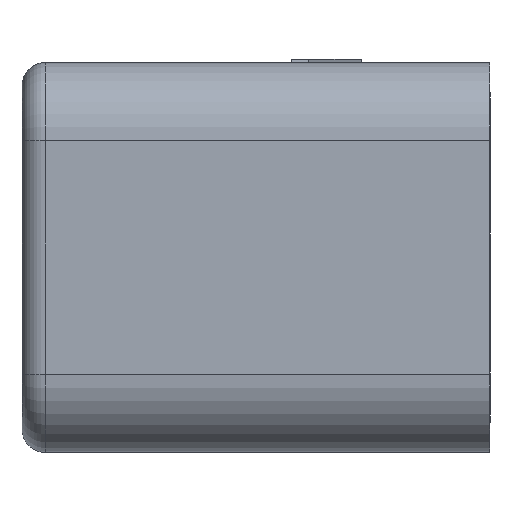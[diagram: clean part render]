
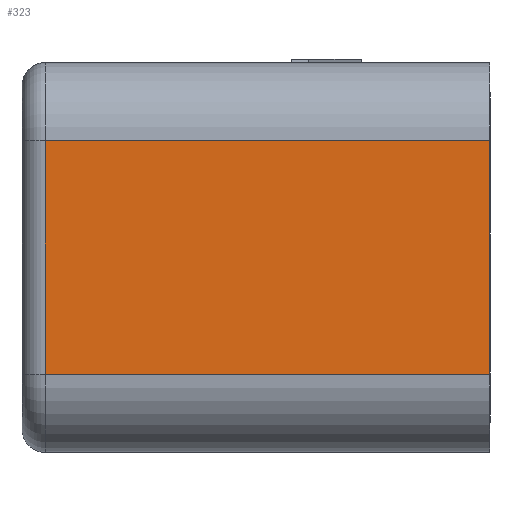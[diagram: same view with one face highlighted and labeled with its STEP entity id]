
A CAD part, left-side view. The second image highlights one B-rep face of the part: STEP entity #323.
In plain terms, the highlighted planar face has unit normal (-1, 0, 0).
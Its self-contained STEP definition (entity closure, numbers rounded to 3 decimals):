
#323 = ADVANCED_FACE( '', ( #1248 ), #1249, .T. );
#1248 = FACE_OUTER_BOUND( '', #2516, .T. );
#1249 = PLANE( '', #2517 );
#2516 = EDGE_LOOP( '', ( #5423, #5424, #5425, #5426 ) );
#2517 = AXIS2_PLACEMENT_3D( '', #5427, #5428, #5429 );
#5423 = ORIENTED_EDGE( '', *, *, #8502, .T. );
#5424 = ORIENTED_EDGE( '', *, *, #8476, .T. );
#5425 = ORIENTED_EDGE( '', *, *, #8501, .T. );
#5426 = ORIENTED_EDGE( '', *, *, #8420, .F. );
#5427 = CARTESIAN_POINT( '', ( -53., 30., -12.5 ) );
#5428 = DIRECTION( '', ( -1., 0., 0. ) );
#5429 = DIRECTION( '', ( 0., 1., 0. ) );
#8420 = EDGE_CURVE( '', #10361, #10363, #10364, .T. );
#8476 = EDGE_CURVE( '', #10459, #10464, #10466, .F. );
#8501 = EDGE_CURVE( '', #10464, #10363, #10503, .T. );
#8502 = EDGE_CURVE( '', #10361, #10459, #10504, .F. );
#10361 = VERTEX_POINT( '', #13293 );
#10363 = VERTEX_POINT( '', #13295 );
#10364 = LINE( '', #13296, #13297 );
#10459 = VERTEX_POINT( '', #13437 );
#10464 = VERTEX_POINT( '', #13443 );
#10466 = LINE( '', #13445, #13446 );
#10503 = LINE( '', #13492, #13493 );
#10504 = LINE( '', #13494, #13495 );
#13293 = CARTESIAN_POINT( '', ( -53., 0., 7.5 ) );
#13295 = CARTESIAN_POINT( '', ( -53., 0., -7.5 ) );
#13296 = CARTESIAN_POINT( '', ( -53., 0., -12.5 ) );
#13297 = VECTOR( '', #16170, 1000. );
#13437 = CARTESIAN_POINT( '', ( -53., 28.5, 7.5 ) );
#13443 = CARTESIAN_POINT( '', ( -53., 28.5, -7.5 ) );
#13445 = CARTESIAN_POINT( '', ( -53., 28.5, -12.5 ) );
#13446 = VECTOR( '', #16244, 1000. );
#13492 = CARTESIAN_POINT( '', ( -53., 30., -7.5 ) );
#13493 = VECTOR( '', #16299, 1000. );
#13494 = CARTESIAN_POINT( '', ( -53., 30., 7.5 ) );
#13495 = VECTOR( '', #16300, 1000. );
#16170 = DIRECTION( '', ( 0., 0., -1. ) );
#16244 = DIRECTION( '', ( 0., 0., 1. ) );
#16299 = DIRECTION( '', ( 0., -1., 0. ) );
#16300 = DIRECTION( '', ( 0., -1., 0. ) );
